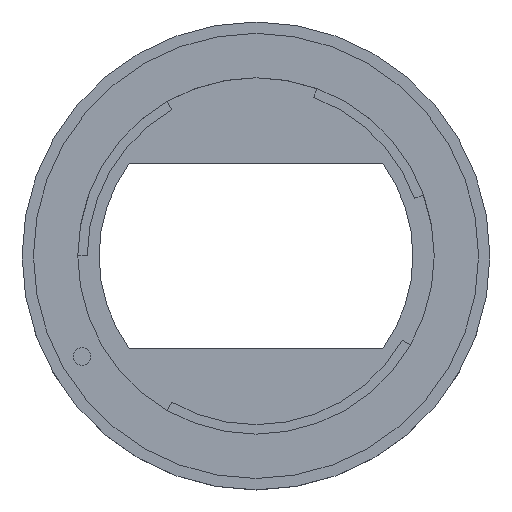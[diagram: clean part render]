
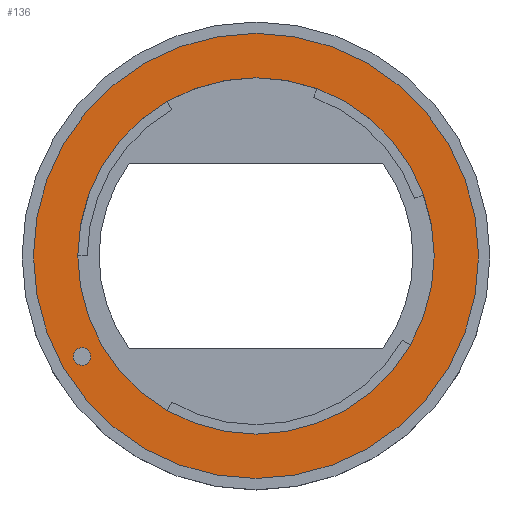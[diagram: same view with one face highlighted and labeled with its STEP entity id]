
A CAD part, top view. The second image highlights one B-rep face of the part: STEP entity #136.
In plain terms, the highlighted planar face has unit normal (0, 0, 1).
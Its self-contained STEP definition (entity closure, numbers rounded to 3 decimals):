
#136 = ADVANCED_FACE( '', ( #292, #293, #294 ), #295, .F. );
#292 = FACE_BOUND( '', #455, .T. );
#293 = FACE_BOUND( '', #456, .T. );
#294 = FACE_OUTER_BOUND( '', #457, .T. );
#295 = PLANE( '', #458 );
#455 = EDGE_LOOP( '', ( #781 ) );
#456 = EDGE_LOOP( '', ( #782 ) );
#457 = EDGE_LOOP( '', ( #783 ) );
#458 = AXIS2_PLACEMENT_3D( '', #784, #785, #786 );
#781 = ORIENTED_EDGE( '', *, *, #965, .T. );
#782 = ORIENTED_EDGE( '', *, *, #932, .T. );
#783 = ORIENTED_EDGE( '', *, *, #967, .F. );
#784 = CARTESIAN_POINT( '', ( 0., 0., 10. ) );
#785 = DIRECTION( '', ( 0., 0., -1. ) );
#786 = DIRECTION( '', ( -1., 0., 0. ) );
#932 = EDGE_CURVE( '', #1119, #1119, #1120, .T. );
#965 = EDGE_CURVE( '', #1165, #1165, #1166, .T. );
#967 = EDGE_CURVE( '', #1168, #1168, #1169, .T. );
#1119 = VERTEX_POINT( '', #1358 );
#1120 = CIRCLE( '', #1359, 23.5 );
#1165 = VERTEX_POINT( '', #1417 );
#1166 = CIRCLE( '', #1418, 1.15 );
#1168 = VERTEX_POINT( '', #1420 );
#1169 = CIRCLE( '', #1421, 29.35 );
#1358 = CARTESIAN_POINT( '', ( 23.5, 0., 10. ) );
#1359 = AXIS2_PLACEMENT_3D( '', #1589, #1590, #1591 );
#1417 = CARTESIAN_POINT( '', ( -21.789, -13.268, 10. ) );
#1418 = AXIS2_PLACEMENT_3D( '', #1629, #1630, #1631 );
#1420 = CARTESIAN_POINT( '', ( 29.35, 0., 10. ) );
#1421 = AXIS2_PLACEMENT_3D( '', #1632, #1633, #1634 );
#1589 = CARTESIAN_POINT( '', ( 0., 0., 10. ) );
#1590 = DIRECTION( '', ( 0., 0., -1. ) );
#1591 = DIRECTION( '', ( 1., 0., 0. ) );
#1629 = CARTESIAN_POINT( '', ( -22.939, -13.268, 10. ) );
#1630 = DIRECTION( '', ( 0., 0., -1. ) );
#1631 = DIRECTION( '', ( 1., 0., 0. ) );
#1632 = CARTESIAN_POINT( '', ( 0., 0., 10. ) );
#1633 = DIRECTION( '', ( 0., 0., -1. ) );
#1634 = DIRECTION( '', ( 1., 0., 0. ) );
